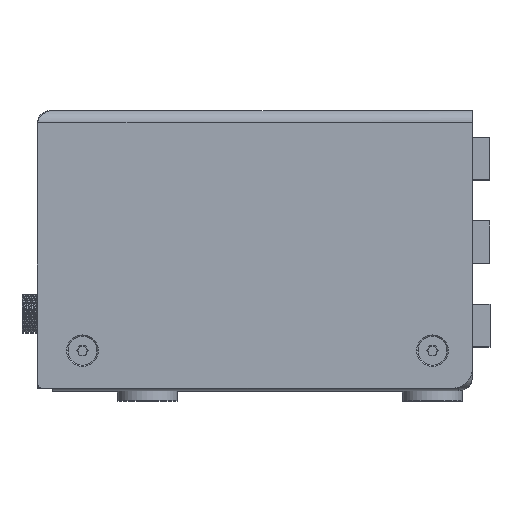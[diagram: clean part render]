
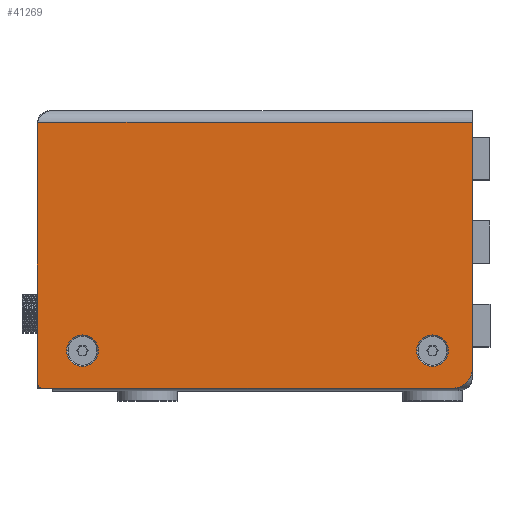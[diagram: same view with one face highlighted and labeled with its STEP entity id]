
A CAD part, top view. The second image highlights one B-rep face of the part: STEP entity #41269.
In plain terms, the highlighted planar face has unit normal (0, 0, 1).
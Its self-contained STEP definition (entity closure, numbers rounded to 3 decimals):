
#521 = FACE_BOUND ( 'NONE', #25311, .T. ) ;
#1318 = EDGE_LOOP ( 'NONE', ( #29927, #10281 ) ) ;
#1721 = EDGE_CURVE ( 'NONE', #28068, #31195, #3060, .T. ) ;
#2473 = CARTESIAN_POINT ( 'NONE',  ( -40.303, -12.426, 32. ) ) ;
#3060 = CIRCLE ( 'NONE', #69424, 4. ) ;
#3267 = DIRECTION ( 'NONE',  ( 0., -1., 0. ) ) ;
#3505 = EDGE_CURVE ( 'NONE', #55028, #12751, #4511, .T. ) ;
#3974 = CARTESIAN_POINT ( 'NONE',  ( 41.847, -5.926, 32. ) ) ;
#4182 = LINE ( 'NONE', #23430, #54526 ) ;
#4336 = VERTEX_POINT ( 'NONE', #18768 ) ;
#4511 = CIRCLE ( 'NONE', #41110, 3.15 ) ;
#5152 = ORIENTED_EDGE ( 'NONE', *, *, #1721, .T. ) ;
#5687 = CARTESIAN_POINT ( 'NONE',  ( 46.697, -13.426, 32. ) ) ;
#7856 = AXIS2_PLACEMENT_3D ( 'NONE', #56992, #29963, #35345 ) ;
#8031 = LINE ( 'NONE', #67744, #24000 ) ;
#10281 = ORIENTED_EDGE ( 'NONE', *, *, #3505, .F. ) ;
#11649 = VERTEX_POINT ( 'NONE', #24448 ) ;
#12751 = VERTEX_POINT ( 'NONE', #3974 ) ;
#13411 = CARTESIAN_POINT ( 'NONE',  ( -39.303, -12.426, 32. ) ) ;
#13763 = CARTESIAN_POINT ( 'NONE',  ( 3.197, 42.074, 32. ) ) ;
#13778 = AXIS2_PLACEMENT_3D ( 'NONE', #54252, #65084, #21661 ) ;
#15056 = VERTEX_POINT ( 'NONE', #68661 ) ;
#15918 = DIRECTION ( 'NONE',  ( 0., 0., 1. ) ) ;
#17214 = LINE ( 'NONE', #5687, #45794 ) ;
#18091 = CARTESIAN_POINT ( 'NONE',  ( 35.547, -5.926, 32. ) ) ;
#18751 = DIRECTION ( 'NONE',  ( 0., 0., 1. ) ) ;
#18768 = CARTESIAN_POINT ( 'NONE',  ( -34.453, -5.926, 32. ) ) ;
#20401 = VERTEX_POINT ( 'NONE', #54898 ) ;
#21215 = EDGE_CURVE ( 'NONE', #28068, #11649, #8031, .T. ) ;
#21352 = DIRECTION ( 'NONE',  ( 1., 0., 0. ) ) ;
#21436 = EDGE_CURVE ( 'NONE', #40119, #4336, #32301, .T. ) ;
#21516 = EDGE_CURVE ( 'NONE', #20401, #31195, #17214, .T. ) ;
#21661 = DIRECTION ( 'NONE',  ( 1., 0., 0. ) ) ;
#22194 = CARTESIAN_POINT ( 'NONE',  ( 3.197, 39.738, 32. ) ) ;
#22256 = AXIS2_PLACEMENT_3D ( 'NONE', #13411, #44613, #66508 ) ;
#23430 = CARTESIAN_POINT ( 'NONE',  ( -40.303, 40.474, 32. ) ) ;
#23910 = PLANE ( 'NONE',  #42244 ) ;
#24000 = VECTOR ( 'NONE', #30590, 1000. ) ;
#24448 = CARTESIAN_POINT ( 'NONE',  ( -39.303, -13.426, 32. ) ) ;
#25311 = EDGE_LOOP ( 'NONE', ( #46164, #27616 ) ) ;
#27033 = ORIENTED_EDGE ( 'NONE', *, *, #65829, .T. ) ;
#27282 = DIRECTION ( 'NONE',  ( 0., -1., 0. ) ) ;
#27616 = ORIENTED_EDGE ( 'NONE', *, *, #66443, .F. ) ;
#28068 = VERTEX_POINT ( 'NONE', #43034 ) ;
#28609 = ORIENTED_EDGE ( 'NONE', *, *, #48610, .T. ) ;
#28843 = LINE ( 'NONE', #22194, #52346 ) ;
#29927 = ORIENTED_EDGE ( 'NONE', *, *, #36262, .F. ) ;
#29963 = DIRECTION ( 'NONE',  ( 0., 0., 1. ) ) ;
#30590 = DIRECTION ( 'NONE',  ( -1., 0., 0. ) ) ;
#30919 = EDGE_CURVE ( 'NONE', #35103, #15056, #54272, .T. ) ;
#31195 = VERTEX_POINT ( 'NONE', #54851 ) ;
#32301 = CIRCLE ( 'NONE', #13778, 3.15 ) ;
#34791 = ORIENTED_EDGE ( 'NONE', *, *, #21516, .F. ) ;
#34859 = AXIS2_PLACEMENT_3D ( 'NONE', #45303, #45758, #66718 ) ;
#35103 = VERTEX_POINT ( 'NONE', #48114 ) ;
#35345 = DIRECTION ( 'NONE',  ( 1., 0., 0. ) ) ;
#36262 = EDGE_CURVE ( 'NONE', #12751, #55028, #41124, .T. ) ;
#36514 = FACE_BOUND ( 'NONE', #1318, .T. ) ;
#40119 = VERTEX_POINT ( 'NONE', #68068 ) ;
#41110 = AXIS2_PLACEMENT_3D ( 'NONE', #67150, #18751, #45954 ) ;
#41124 = CIRCLE ( 'NONE', #62154, 3.15 ) ;
#41269 = ADVANCED_FACE ( 'NONE', ( #36514, #521, #48288 ), #23910, .T. ) ;
#41987 = CIRCLE ( 'NONE', #7856, 3.15 ) ;
#42244 = AXIS2_PLACEMENT_3D ( 'NONE', #13763, #51792, #3267 ) ;
#43034 = CARTESIAN_POINT ( 'NONE',  ( 42.697, -13.426, 32. ) ) ;
#44613 = DIRECTION ( 'NONE',  ( 0., 0., 1. ) ) ;
#44616 = DIRECTION ( 'NONE',  ( 0., -1., 0. ) ) ;
#45093 = CARTESIAN_POINT ( 'NONE',  ( 42.697, -9.426, 32. ) ) ;
#45303 = CARTESIAN_POINT ( 'NONE',  ( -37.303, 39.074, 32. ) ) ;
#45758 = DIRECTION ( 'NONE',  ( 0., 0., 1. ) ) ;
#45794 = VECTOR ( 'NONE', #27282, 1000. ) ;
#45954 = DIRECTION ( 'NONE',  ( 1., 0., 0. ) ) ;
#46164 = ORIENTED_EDGE ( 'NONE', *, *, #21436, .F. ) ;
#48114 = CARTESIAN_POINT ( 'NONE',  ( -40.229, 39.738, 32. ) ) ;
#48288 = FACE_OUTER_BOUND ( 'NONE', #67227, .T. ) ;
#48610 = EDGE_CURVE ( 'NONE', #20401, #35103, #28843, .T. ) ;
#50846 = DIRECTION ( 'NONE',  ( 0., 1., 0. ) ) ;
#51792 = DIRECTION ( 'NONE',  ( 0., 0., 1. ) ) ;
#52346 = VECTOR ( 'NONE', #60006, 1000. ) ;
#52798 = CARTESIAN_POINT ( 'NONE',  ( 38.697, -5.926, 32. ) ) ;
#54252 = CARTESIAN_POINT ( 'NONE',  ( -31.303, -5.926, 32. ) ) ;
#54272 = CIRCLE ( 'NONE', #34859, 3. ) ;
#54526 = VECTOR ( 'NONE', #50846, 1000. ) ;
#54851 = CARTESIAN_POINT ( 'NONE',  ( 46.697, -9.426, 32. ) ) ;
#54898 = CARTESIAN_POINT ( 'NONE',  ( 46.697, 39.738, 32. ) ) ;
#55028 = VERTEX_POINT ( 'NONE', #18091 ) ;
#56992 = CARTESIAN_POINT ( 'NONE',  ( -31.303, -5.926, 32. ) ) ;
#57539 = VERTEX_POINT ( 'NONE', #2473 ) ;
#59694 = ORIENTED_EDGE ( 'NONE', *, *, #30919, .T. ) ;
#60006 = DIRECTION ( 'NONE',  ( -1., 0., 0. ) ) ;
#60171 = DIRECTION ( 'NONE',  ( 0., 0., 1. ) ) ;
#60911 = ORIENTED_EDGE ( 'NONE', *, *, #66861, .F. ) ;
#62154 = AXIS2_PLACEMENT_3D ( 'NONE', #52798, #15918, #21352 ) ;
#62441 = ORIENTED_EDGE ( 'NONE', *, *, #21215, .F. ) ;
#64780 = CIRCLE ( 'NONE', #22256, 1. ) ;
#65084 = DIRECTION ( 'NONE',  ( 0., 0., 1. ) ) ;
#65829 = EDGE_CURVE ( 'NONE', #57539, #11649, #64780, .T. ) ;
#66443 = EDGE_CURVE ( 'NONE', #4336, #40119, #41987, .T. ) ;
#66508 = DIRECTION ( 'NONE',  ( 0., -1., 0. ) ) ;
#66718 = DIRECTION ( 'NONE',  ( 0., 1., 0. ) ) ;
#66861 = EDGE_CURVE ( 'NONE', #57539, #15056, #4182, .T. ) ;
#67150 = CARTESIAN_POINT ( 'NONE',  ( 38.697, -5.926, 32. ) ) ;
#67227 = EDGE_LOOP ( 'NONE', ( #60911, #27033, #62441, #5152, #34791, #28609, #59694 ) ) ;
#67744 = CARTESIAN_POINT ( 'NONE',  ( -40.303, -13.426, 32. ) ) ;
#68068 = CARTESIAN_POINT ( 'NONE',  ( -28.153, -5.926, 32. ) ) ;
#68661 = CARTESIAN_POINT ( 'NONE',  ( -40.303, 39.074, 32. ) ) ;
#69424 = AXIS2_PLACEMENT_3D ( 'NONE', #45093, #60171, #44616 ) ;
